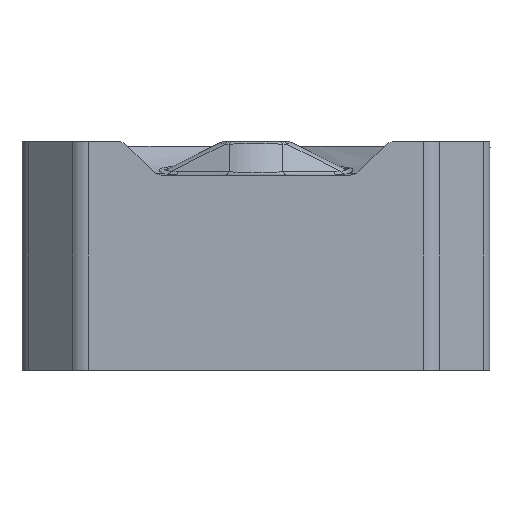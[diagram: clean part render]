
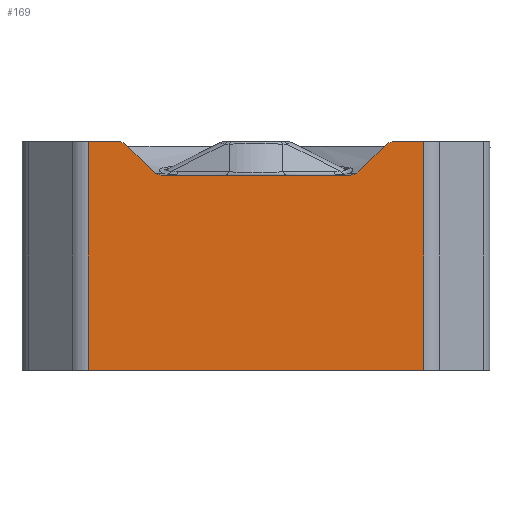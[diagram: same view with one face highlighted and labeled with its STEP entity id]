
A CAD part, front view. The second image highlights one B-rep face of the part: STEP entity #169.
In plain terms, the highlighted planar face has unit normal (0, -1, 0).
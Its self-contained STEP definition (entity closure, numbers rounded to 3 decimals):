
#104=FACE_OUTER_BOUND('',#280,.T.);
#169=ADVANCED_FACE('',(#104),#240,.F.);
#240=PLANE('',#1289);
#280=EDGE_LOOP('',(#521,#522,#523,#524,#525,#526,#527,#528,#529,#530,#531,
#532));
#360=LINE('',#2006,#420);
#371=LINE('',#2139,#431);
#372=LINE('',#2143,#432);
#373=LINE('',#2145,#433);
#374=LINE('',#2174,#434);
#375=LINE('',#2203,#435);
#420=VECTOR('',#1417,1.);
#431=VECTOR('',#1444,1.);
#432=VECTOR('',#1449,1.);
#433=VECTOR('',#1450,1.);
#434=VECTOR('',#1451,1.);
#435=VECTOR('',#1452,1.);
#521=ORIENTED_EDGE('',*,*,#964,.F.);
#522=ORIENTED_EDGE('',*,*,#989,.F.);
#523=ORIENTED_EDGE('',*,*,#990,.T.);
#524=ORIENTED_EDGE('',*,*,#991,.T.);
#525=ORIENTED_EDGE('',*,*,#992,.T.);
#526=ORIENTED_EDGE('',*,*,#993,.T.);
#527=ORIENTED_EDGE('',*,*,#994,.T.);
#528=ORIENTED_EDGE('',*,*,#995,.T.);
#529=ORIENTED_EDGE('',*,*,#996,.T.);
#530=ORIENTED_EDGE('',*,*,#997,.T.);
#531=ORIENTED_EDGE('',*,*,#998,.T.);
#532=ORIENTED_EDGE('',*,*,#987,.T.);
#848=VERTEX_POINT('',#2005);
#849=VERTEX_POINT('',#2007);
#867=VERTEX_POINT('',#2140);
#868=VERTEX_POINT('',#2144);
#869=VERTEX_POINT('',#2146);
#870=VERTEX_POINT('',#2157);
#871=VERTEX_POINT('',#2162);
#872=VERTEX_POINT('',#2173);
#873=VERTEX_POINT('',#2175);
#874=VERTEX_POINT('',#2186);
#875=VERTEX_POINT('',#2191);
#876=VERTEX_POINT('',#2202);
#964=EDGE_CURVE('',#848,#849,#360,.T.);
#987=EDGE_CURVE('',#867,#849,#371,.T.);
#989=EDGE_CURVE('',#868,#848,#372,.T.);
#990=EDGE_CURVE('',#868,#869,#373,.T.);
#991=EDGE_CURVE('',#869,#870,#1209,.T.);
#992=EDGE_CURVE('',#870,#871,#1210,.T.);
#993=EDGE_CURVE('',#871,#872,#1211,.T.);
#994=EDGE_CURVE('',#872,#873,#374,.T.);
#995=EDGE_CURVE('',#873,#874,#1212,.T.);
#996=EDGE_CURVE('',#874,#875,#1213,.T.);
#997=EDGE_CURVE('',#875,#876,#1214,.T.);
#998=EDGE_CURVE('',#876,#867,#375,.T.);
#1209=B_SPLINE_CURVE_WITH_KNOTS('',3,(#2147,#2148,#2149,#2150,#2151,#2152,
#2153,#2154,#2155,#2156),.UNSPECIFIED.,.F.,.F.,(4,3,3,4),(0.,0.392,
0.888,1.),.UNSPECIFIED.);
#1210=B_SPLINE_CURVE_WITH_KNOTS('',3,(#2158,#2159,#2160,#2161),
 .UNSPECIFIED.,.F.,.F.,(4,4),(0.,1.),.UNSPECIFIED.);
#1211=B_SPLINE_CURVE_WITH_KNOTS('',3,(#2163,#2164,#2165,#2166,#2167,#2168,
#2169,#2170,#2171,#2172),.UNSPECIFIED.,.F.,.F.,(4,3,3,4),(0.,0.128,
0.564,1.),.UNSPECIFIED.);
#1212=B_SPLINE_CURVE_WITH_KNOTS('',3,(#2176,#2177,#2178,#2179,#2180,#2181,
#2182,#2183,#2184,#2185),.UNSPECIFIED.,.F.,.F.,(4,3,3,4),(0.,0.133,
0.566,1.),.UNSPECIFIED.);
#1213=B_SPLINE_CURVE_WITH_KNOTS('',3,(#2187,#2188,#2189,#2190),
 .UNSPECIFIED.,.F.,.F.,(4,4),(0.,1.),.UNSPECIFIED.);
#1214=B_SPLINE_CURVE_WITH_KNOTS('',3,(#2192,#2193,#2194,#2195,#2196,#2197,
#2198,#2199,#2200,#2201),.UNSPECIFIED.,.F.,.F.,(4,3,3,4),(0.,0.341,
0.759,1.),.UNSPECIFIED.);
#1289=AXIS2_PLACEMENT_3D('',#2204,#1453,#1454);
#1417=DIRECTION('',(-1.,0.,0.));
#1444=DIRECTION('',(0.,0.,-1.));
#1449=DIRECTION('',(0.,0.,-1.));
#1450=DIRECTION('',(-1.,0.,0.));
#1451=DIRECTION('',(-1.,0.,0.));
#1452=DIRECTION('',(-1.,0.,0.));
#1453=DIRECTION('',(0.,1.,0.));
#1454=DIRECTION('',(-1.,0.,0.));
#2005=CARTESIAN_POINT('',(4.66,-6.5,-6.23));
#2006=CARTESIAN_POINT('',(0.,-6.5,-6.23));
#2007=CARTESIAN_POINT('',(-4.66,-6.5,-6.23));
#2139=CARTESIAN_POINT('',(-4.66,-6.5,10.));
#2140=CARTESIAN_POINT('',(-4.66,-6.5,0.13));
#2143=CARTESIAN_POINT('',(4.66,-6.5,10.));
#2144=CARTESIAN_POINT('',(4.66,-6.5,0.13));
#2145=CARTESIAN_POINT('',(5.903,-6.5,0.13));
#2146=CARTESIAN_POINT('',(3.85,-6.5,0.13));
#2147=CARTESIAN_POINT('',(3.85,-6.5,0.13));
#2148=CARTESIAN_POINT('',(3.818,-6.5,0.13));
#2149=CARTESIAN_POINT('',(3.785,-6.5,0.126));
#2150=CARTESIAN_POINT('',(3.753,-6.5,0.117));
#2151=CARTESIAN_POINT('',(3.714,-6.5,0.105));
#2152=CARTESIAN_POINT('',(3.676,-6.5,0.086));
#2153=CARTESIAN_POINT('',(3.643,-6.5,0.061));
#2154=CARTESIAN_POINT('',(3.636,-6.5,0.055));
#2155=CARTESIAN_POINT('',(3.629,-6.5,0.049));
#2156=CARTESIAN_POINT('',(3.622,-6.5,0.042));
#2157=CARTESIAN_POINT('',(3.622,-6.5,0.042));
#2158=CARTESIAN_POINT('',(3.622,-6.5,0.042));
#2159=CARTESIAN_POINT('',(3.36,-6.5,-0.206));
#2160=CARTESIAN_POINT('',(3.102,-6.5,-0.459));
#2161=CARTESIAN_POINT('',(2.845,-6.5,-0.712));
#2162=CARTESIAN_POINT('',(2.845,-6.5,-0.712));
#2163=CARTESIAN_POINT('',(2.845,-6.5,-0.712));
#2164=CARTESIAN_POINT('',(2.838,-6.5,-0.719));
#2165=CARTESIAN_POINT('',(2.83,-6.5,-0.726));
#2166=CARTESIAN_POINT('',(2.822,-6.5,-0.733));
#2167=CARTESIAN_POINT('',(2.795,-6.5,-0.754));
#2168=CARTESIAN_POINT('',(2.764,-6.5,-0.771));
#2169=CARTESIAN_POINT('',(2.731,-6.5,-0.783));
#2170=CARTESIAN_POINT('',(2.699,-6.5,-0.794));
#2171=CARTESIAN_POINT('',(2.664,-6.5,-0.8));
#2172=CARTESIAN_POINT('',(2.63,-6.5,-0.8));
#2173=CARTESIAN_POINT('',(2.63,-6.5,-0.8));
#2174=CARTESIAN_POINT('',(-4.012,-6.5,-0.8));
#2175=CARTESIAN_POINT('',(-2.63,-6.5,-0.8));
#2176=CARTESIAN_POINT('',(-2.63,-6.5,-0.8));
#2177=CARTESIAN_POINT('',(-2.64,-6.5,-0.8));
#2178=CARTESIAN_POINT('',(-2.651,-6.5,-0.799));
#2179=CARTESIAN_POINT('',(-2.662,-6.5,-0.798));
#2180=CARTESIAN_POINT('',(-2.696,-6.5,-0.795));
#2181=CARTESIAN_POINT('',(-2.729,-6.5,-0.785));
#2182=CARTESIAN_POINT('',(-2.76,-6.5,-0.771));
#2183=CARTESIAN_POINT('',(-2.791,-6.5,-0.756));
#2184=CARTESIAN_POINT('',(-2.82,-6.5,-0.736));
#2185=CARTESIAN_POINT('',(-2.845,-6.5,-0.712));
#2186=CARTESIAN_POINT('',(-2.845,-6.5,-0.712));
#2187=CARTESIAN_POINT('',(-2.845,-6.5,-0.712));
#2188=CARTESIAN_POINT('',(-3.102,-6.5,-0.459));
#2189=CARTESIAN_POINT('',(-3.36,-6.5,-0.206));
#2190=CARTESIAN_POINT('',(-3.622,-6.5,0.042));
#2191=CARTESIAN_POINT('',(-3.622,-6.5,0.042));
#2192=CARTESIAN_POINT('',(-3.622,-6.5,0.042));
#2193=CARTESIAN_POINT('',(-3.643,-6.5,0.062));
#2194=CARTESIAN_POINT('',(-3.666,-6.5,0.078));
#2195=CARTESIAN_POINT('',(-3.691,-6.5,0.092));
#2196=CARTESIAN_POINT('',(-3.722,-6.5,0.108));
#2197=CARTESIAN_POINT('',(-3.756,-6.5,0.119));
#2198=CARTESIAN_POINT('',(-3.79,-6.5,0.125));
#2199=CARTESIAN_POINT('',(-3.81,-6.5,0.128));
#2200=CARTESIAN_POINT('',(-3.83,-6.5,0.13));
#2201=CARTESIAN_POINT('',(-3.85,-6.5,0.13));
#2202=CARTESIAN_POINT('',(-3.85,-6.5,0.13));
#2203=CARTESIAN_POINT('',(-5.903,-6.5,0.13));
#2204=CARTESIAN_POINT('',(0.,-6.5,10.));
